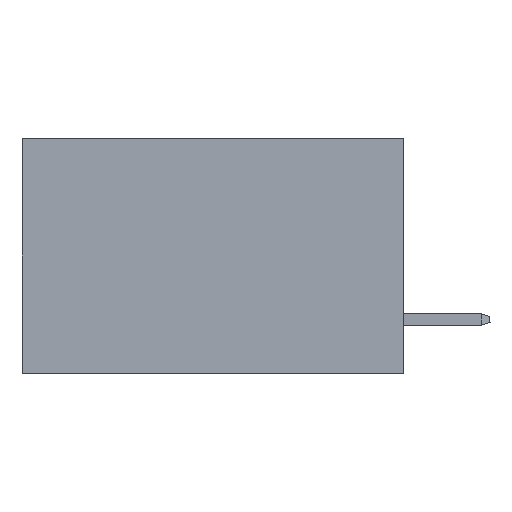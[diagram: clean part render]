
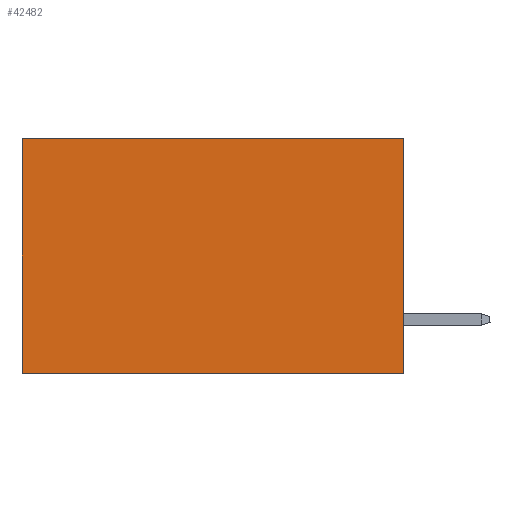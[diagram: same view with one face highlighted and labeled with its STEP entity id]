
A CAD part, left-side view. The second image highlights one B-rep face of the part: STEP entity #42482.
In plain terms, the highlighted planar face has unit normal (-1, 0, 0).
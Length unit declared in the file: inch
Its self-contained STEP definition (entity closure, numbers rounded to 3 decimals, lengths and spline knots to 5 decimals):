
#4212 = DIRECTION ( 'NONE',  ( 1., 0., 0. ) ) ;
#5512 = VECTOR ( 'NONE', #40576, 39.37008 ) ;
#6071 = VERTEX_POINT ( 'NONE', #46115 ) ;
#6692 = VERTEX_POINT ( 'NONE', #41061 ) ;
#9298 = VECTOR ( 'NONE', #28938, 39.37008 ) ;
#9477 = EDGE_CURVE ( 'NONE', #6071, #43648, #29533, .T. ) ;
#10450 = EDGE_CURVE ( 'NONE', #6692, #43648, #43461, .T. ) ;
#12789 = VECTOR ( 'NONE', #27855, 39.37008 ) ;
#15855 = AXIS2_PLACEMENT_3D ( 'NONE', #34228, #4212, #38939 ) ;
#17847 = CARTESIAN_POINT ( 'NONE',  ( 0.2875, 0., -0.37 ) ) ;
#20234 = CARTESIAN_POINT ( 'NONE',  ( 0.2875, 0.6, -0.37 ) ) ;
#20285 = ORIENTED_EDGE ( 'NONE', *, *, #43644, .F. ) ;
#22212 = ORIENTED_EDGE ( 'NONE', *, *, #9477, .T. ) ;
#23678 = FACE_OUTER_BOUND ( 'NONE', #37070, .T. ) ;
#27855 = DIRECTION ( 'NONE',  ( 0., 0., -1. ) ) ;
#28938 = DIRECTION ( 'NONE',  ( 0., 1., 0. ) ) ;
#29533 = LINE ( 'NONE', #44553, #39124 ) ;
#29746 = CARTESIAN_POINT ( 'NONE',  ( 0.2875, 0., 0. ) ) ;
#34228 = CARTESIAN_POINT ( 'NONE',  ( 0.2875, 0., 0. ) ) ;
#35957 = VERTEX_POINT ( 'NONE', #44393 ) ;
#37070 = EDGE_LOOP ( 'NONE', ( #22212, #46371, #20285, #43844 ) ) ;
#37935 = PLANE ( 'NONE',  #15855 ) ;
#38939 = DIRECTION ( 'NONE',  ( 0., 0., -1. ) ) ;
#39124 = VECTOR ( 'NONE', #40835, 39.37008 ) ;
#39169 = EDGE_CURVE ( 'NONE', #35957, #6071, #47985, .T. ) ;
#40576 = DIRECTION ( 'NONE',  ( 0., 1., 0. ) ) ;
#40835 = DIRECTION ( 'NONE',  ( 0., 0., -1. ) ) ;
#41061 = CARTESIAN_POINT ( 'NONE',  ( 0.2875, 0., -0.37 ) ) ;
#42379 = CARTESIAN_POINT ( 'NONE',  ( 0.2875, 0., 0. ) ) ;
#42482 = ADVANCED_FACE ( 'NONE', ( #23678 ), #37935, .F. ) ;
#43461 = LINE ( 'NONE', #17847, #9298 ) ;
#43644 = EDGE_CURVE ( 'NONE', #35957, #6692, #46093, .T. ) ;
#43648 = VERTEX_POINT ( 'NONE', #20234 ) ;
#43844 = ORIENTED_EDGE ( 'NONE', *, *, #39169, .T. ) ;
#44393 = CARTESIAN_POINT ( 'NONE',  ( 0.2875, 0., 0. ) ) ;
#44553 = CARTESIAN_POINT ( 'NONE',  ( 0.2875, 0.6, 0. ) ) ;
#46093 = LINE ( 'NONE', #42379, #12789 ) ;
#46115 = CARTESIAN_POINT ( 'NONE',  ( 0.2875, 0.6, 0. ) ) ;
#46371 = ORIENTED_EDGE ( 'NONE', *, *, #10450, .F. ) ;
#47985 = LINE ( 'NONE', #29746, #5512 ) ;
